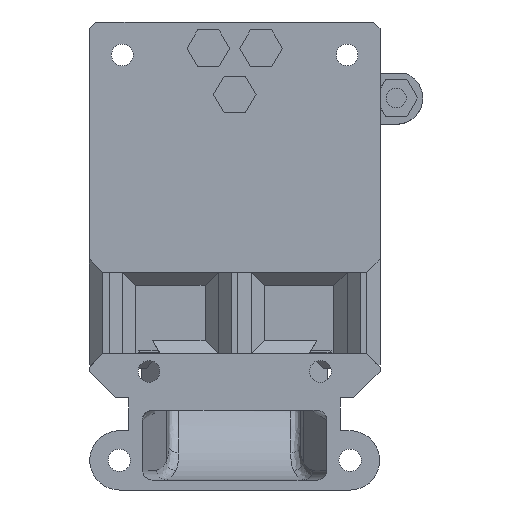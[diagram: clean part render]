
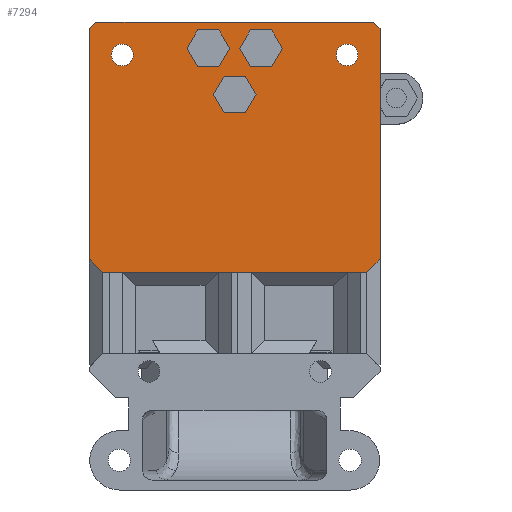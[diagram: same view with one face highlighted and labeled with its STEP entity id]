
A CAD part, front view. The second image highlights one B-rep face of the part: STEP entity #7294.
In plain terms, the highlighted planar face has unit normal (0, -1, 0).
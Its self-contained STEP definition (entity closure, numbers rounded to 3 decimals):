
#49=FACE_BOUND('',#1250,.T.);
#50=FACE_BOUND('',#1251,.T.);
#51=FACE_BOUND('',#1252,.T.);
#52=FACE_BOUND('',#1253,.T.);
#53=FACE_BOUND('',#1254,.T.);
#285=CIRCLE('',#7348,1.65);
#287=CIRCLE('',#7351,1.65);
#370=CIRCLE('',#7674,1.65);
#371=CIRCLE('',#7676,1.65);
#829=FACE_OUTER_BOUND('',#1249,.T.);
#1249=EDGE_LOOP('',(#6554,#6555,#6556,#6557,#6558,#6559,#6560,#6561));
#1250=EDGE_LOOP('',(#6562,#6563,#6564,#6565,#6566,#6567));
#1251=EDGE_LOOP('',(#6568,#6569));
#1252=EDGE_LOOP('',(#6570,#6571));
#1253=EDGE_LOOP('',(#6572,#6573,#6574,#6575,#6576,#6577));
#1254=EDGE_LOOP('',(#6578,#6579,#6580,#6581,#6582,#6583));
#1582=LINE('',#11299,#2361);
#1585=LINE('',#11304,#2364);
#1587=LINE('',#11308,#2366);
#1589=LINE('',#11312,#2368);
#1591=LINE('',#11316,#2370);
#1593=LINE('',#11319,#2372);
#1600=LINE('',#11336,#2379);
#1603=LINE('',#11341,#2382);
#1605=LINE('',#11345,#2384);
#1607=LINE('',#11349,#2386);
#1609=LINE('',#11353,#2388);
#1611=LINE('',#11356,#2390);
#1618=LINE('',#11373,#2397);
#1621=LINE('',#11378,#2400);
#1623=LINE('',#11382,#2402);
#1625=LINE('',#11386,#2404);
#1627=LINE('',#11390,#2406);
#1629=LINE('',#11393,#2408);
#1846=LINE('',#15272,#2625);
#1851=LINE('',#15281,#2630);
#1854=LINE('',#15286,#2633);
#1859=LINE('',#15295,#2638);
#2019=LINE('',#16368,#2798);
#2023=LINE('',#16375,#2802);
#2033=LINE('',#16393,#2812);
#2037=LINE('',#16401,#2816);
#2361=VECTOR('',#8345,1.);
#2364=VECTOR('',#8350,1.);
#2366=VECTOR('',#8354,1.);
#2368=VECTOR('',#8358,1.);
#2370=VECTOR('',#8362,1.);
#2372=VECTOR('',#8366,1.);
#2379=VECTOR('',#8377,1.);
#2382=VECTOR('',#8382,1.);
#2384=VECTOR('',#8386,1.);
#2386=VECTOR('',#8390,1.);
#2388=VECTOR('',#8394,1.);
#2390=VECTOR('',#8398,1.);
#2397=VECTOR('',#8409,1.);
#2400=VECTOR('',#8414,1.);
#2402=VECTOR('',#8418,1.);
#2404=VECTOR('',#8422,1.);
#2406=VECTOR('',#8426,1.);
#2408=VECTOR('',#8430,1.);
#2625=VECTOR('',#8977,1.);
#2630=VECTOR('',#8984,1.);
#2633=VECTOR('',#8989,1.);
#2638=VECTOR('',#8996,1.);
#2798=VECTOR('',#9356,10.);
#2802=VECTOR('',#9366,10.);
#2812=VECTOR('',#9380,1.);
#2816=VECTOR('',#9390,10.);
#2859=VERTEX_POINT('',#9505);
#2861=VERTEX_POINT('',#9508);
#2863=VERTEX_POINT('',#9514);
#2865=VERTEX_POINT('',#9517);
#3176=VERTEX_POINT('',#11297);
#3177=VERTEX_POINT('',#11298);
#3178=VERTEX_POINT('',#11303);
#3179=VERTEX_POINT('',#11307);
#3180=VERTEX_POINT('',#11311);
#3181=VERTEX_POINT('',#11315);
#3188=VERTEX_POINT('',#11334);
#3189=VERTEX_POINT('',#11335);
#3190=VERTEX_POINT('',#11340);
#3191=VERTEX_POINT('',#11344);
#3192=VERTEX_POINT('',#11348);
#3193=VERTEX_POINT('',#11352);
#3200=VERTEX_POINT('',#11371);
#3201=VERTEX_POINT('',#11372);
#3202=VERTEX_POINT('',#11377);
#3203=VERTEX_POINT('',#11381);
#3204=VERTEX_POINT('',#11385);
#3205=VERTEX_POINT('',#11389);
#3396=VERTEX_POINT('',#15268);
#3398=VERTEX_POINT('',#15271);
#3401=VERTEX_POINT('',#15280);
#3402=VERTEX_POINT('',#15285);
#3405=VERTEX_POINT('',#15294);
#3499=VERTEX_POINT('',#16365);
#3500=VERTEX_POINT('',#16367);
#3504=VERTEX_POINT('',#16384);
#3541=EDGE_CURVE('',#2861,#2859,#285,.T.);
#3545=EDGE_CURVE('',#2863,#2865,#287,.T.);
#3972=EDGE_CURVE('',#3176,#3177,#1582,.T.);
#3975=EDGE_CURVE('',#3178,#3176,#1585,.T.);
#3977=EDGE_CURVE('',#3179,#3178,#1587,.T.);
#3979=EDGE_CURVE('',#3180,#3179,#1589,.T.);
#3981=EDGE_CURVE('',#3181,#3180,#1591,.T.);
#3983=EDGE_CURVE('',#3177,#3181,#1593,.T.);
#3990=EDGE_CURVE('',#3188,#3189,#1600,.T.);
#3993=EDGE_CURVE('',#3189,#3190,#1603,.T.);
#3995=EDGE_CURVE('',#3190,#3191,#1605,.T.);
#3997=EDGE_CURVE('',#3191,#3192,#1607,.T.);
#3999=EDGE_CURVE('',#3192,#3193,#1609,.T.);
#4001=EDGE_CURVE('',#3193,#3188,#1611,.T.);
#4008=EDGE_CURVE('',#3200,#3201,#1618,.T.);
#4011=EDGE_CURVE('',#3202,#3200,#1621,.T.);
#4013=EDGE_CURVE('',#3203,#3202,#1623,.T.);
#4015=EDGE_CURVE('',#3204,#3203,#1625,.T.);
#4017=EDGE_CURVE('',#3205,#3204,#1627,.T.);
#4019=EDGE_CURVE('',#3201,#3205,#1629,.T.);
#4328=EDGE_CURVE('',#3398,#3396,#1846,.T.);
#4333=EDGE_CURVE('',#3398,#3401,#1851,.T.);
#4336=EDGE_CURVE('',#3401,#3402,#1854,.T.);
#4341=EDGE_CURVE('',#3405,#3402,#1859,.T.);
#4384=EDGE_CURVE('',#2859,#2861,#370,.T.);
#4385=EDGE_CURVE('',#2865,#2863,#371,.T.);
#4529=EDGE_CURVE('',#3500,#3499,#2019,.T.);
#4533=EDGE_CURVE('',#3500,#3396,#2023,.T.);
#4543=EDGE_CURVE('',#3405,#3504,#2033,.T.);
#4547=EDGE_CURVE('',#3504,#3499,#2037,.T.);
#6554=ORIENTED_EDGE('',*,*,#4547,.F.);
#6555=ORIENTED_EDGE('',*,*,#4543,.F.);
#6556=ORIENTED_EDGE('',*,*,#4341,.T.);
#6557=ORIENTED_EDGE('',*,*,#4336,.F.);
#6558=ORIENTED_EDGE('',*,*,#4333,.F.);
#6559=ORIENTED_EDGE('',*,*,#4328,.T.);
#6560=ORIENTED_EDGE('',*,*,#4533,.F.);
#6561=ORIENTED_EDGE('',*,*,#4529,.T.);
#6562=ORIENTED_EDGE('',*,*,#3999,.T.);
#6563=ORIENTED_EDGE('',*,*,#4001,.T.);
#6564=ORIENTED_EDGE('',*,*,#3990,.T.);
#6565=ORIENTED_EDGE('',*,*,#3993,.T.);
#6566=ORIENTED_EDGE('',*,*,#3995,.T.);
#6567=ORIENTED_EDGE('',*,*,#3997,.T.);
#6568=ORIENTED_EDGE('',*,*,#4385,.F.);
#6569=ORIENTED_EDGE('',*,*,#3545,.F.);
#6570=ORIENTED_EDGE('',*,*,#4384,.T.);
#6571=ORIENTED_EDGE('',*,*,#3541,.T.);
#6572=ORIENTED_EDGE('',*,*,#4019,.F.);
#6573=ORIENTED_EDGE('',*,*,#4008,.F.);
#6574=ORIENTED_EDGE('',*,*,#4011,.F.);
#6575=ORIENTED_EDGE('',*,*,#4013,.F.);
#6576=ORIENTED_EDGE('',*,*,#4015,.F.);
#6577=ORIENTED_EDGE('',*,*,#4017,.F.);
#6578=ORIENTED_EDGE('',*,*,#3983,.F.);
#6579=ORIENTED_EDGE('',*,*,#3972,.F.);
#6580=ORIENTED_EDGE('',*,*,#3975,.F.);
#6581=ORIENTED_EDGE('',*,*,#3977,.F.);
#6582=ORIENTED_EDGE('',*,*,#3979,.F.);
#6583=ORIENTED_EDGE('',*,*,#3981,.F.);
#6905=PLANE('',#7757);
#7294=ADVANCED_FACE('',(#829,#49,#50,#51,#52,#53),#6905,.T.);
#7348=AXIS2_PLACEMENT_3D('',#9509,#7830,#7831);
#7351=AXIS2_PLACEMENT_3D('',#9518,#7838,#7839);
#7674=AXIS2_PLACEMENT_3D('',#15380,#9080,#9081);
#7676=AXIS2_PLACEMENT_3D('',#15382,#9084,#9085);
#7757=AXIS2_PLACEMENT_3D('',#16400,#9388,#9389);
#7830=DIRECTION('center_axis',(0.,1.,0.));
#7831=DIRECTION('ref_axis',(0.,0.,-1.));
#7838=DIRECTION('center_axis',(0.,-1.,0.));
#7839=DIRECTION('ref_axis',(0.,0.,-1.));
#8345=DIRECTION('',(0.5,0.,0.866));
#8350=DIRECTION('',(1.,0.,0.));
#8354=DIRECTION('',(0.5,0.,-0.866));
#8358=DIRECTION('',(-0.5,0.,-0.866));
#8362=DIRECTION('',(-1.,0.,0.));
#8366=DIRECTION('',(-0.5,0.,0.866));
#8377=DIRECTION('',(-1.,0.,0.));
#8382=DIRECTION('',(-0.5,0.,0.866));
#8386=DIRECTION('',(0.5,0.,0.866));
#8390=DIRECTION('',(1.,0.,0.));
#8394=DIRECTION('',(0.5,0.,-0.866));
#8398=DIRECTION('',(-0.5,0.,-0.866));
#8409=DIRECTION('',(0.5,0.,0.866));
#8414=DIRECTION('',(1.,0.,0.));
#8418=DIRECTION('',(0.5,0.,-0.866));
#8422=DIRECTION('',(-0.5,0.,-0.866));
#8426=DIRECTION('',(-1.,0.,0.));
#8430=DIRECTION('',(-0.5,0.,0.866));
#8977=DIRECTION('',(0.,0.,-1.));
#8984=DIRECTION('',(0.707,0.,0.707));
#8989=DIRECTION('',(1.,0.,0.));
#8996=DIRECTION('',(-0.707,0.,0.707));
#9080=DIRECTION('center_axis',(0.,1.,0.));
#9081=DIRECTION('ref_axis',(0.,0.,-1.));
#9084=DIRECTION('center_axis',(0.,-1.,0.));
#9085=DIRECTION('ref_axis',(0.,0.,-1.));
#9356=DIRECTION('',(1.,0.,0.));
#9366=DIRECTION('',(-0.707,0.,0.707));
#9380=DIRECTION('',(0.,0.,-1.));
#9388=DIRECTION('center_axis',(0.,-1.,0.));
#9389=DIRECTION('ref_axis',(1.,0.,0.));
#9390=DIRECTION('',(-0.707,0.,-0.707));
#9505=CARTESIAN_POINT('',(17.05,35.,4.55));
#9508=CARTESIAN_POINT('',(17.05,35.,7.85));
#9509=CARTESIAN_POINT('Origin',(17.05,35.,6.2));
#9514=CARTESIAN_POINT('',(-17.05,35.,4.55));
#9517=CARTESIAN_POINT('',(-17.05,35.,7.85));
#9518=CARTESIAN_POINT('Origin',(-17.05,35.,6.2));
#11297=CARTESIAN_POINT('',(1.617,35.,-2.6));
#11298=CARTESIAN_POINT('',(3.233,35.,0.2));
#11299=CARTESIAN_POINT('',(2.425,35.,-1.2));
#11303=CARTESIAN_POINT('',(-1.617,35.,-2.6));
#11304=CARTESIAN_POINT('',(0.,35.,-2.6));
#11307=CARTESIAN_POINT('',(-3.233,35.,0.2));
#11308=CARTESIAN_POINT('',(-2.425,35.,-1.2));
#11311=CARTESIAN_POINT('',(-1.617,35.,3.));
#11312=CARTESIAN_POINT('',(-2.425,35.,1.6));
#11315=CARTESIAN_POINT('',(1.617,35.,3.));
#11316=CARTESIAN_POINT('',(0.,35.,3.));
#11319=CARTESIAN_POINT('',(2.425,35.,1.6));
#11334=CARTESIAN_POINT('',(5.617,35.,4.4));
#11335=CARTESIAN_POINT('',(2.383,35.,4.4));
#11336=CARTESIAN_POINT('',(4.,35.,4.4));
#11340=CARTESIAN_POINT('',(0.767,35.,7.2));
#11341=CARTESIAN_POINT('',(1.575,35.,5.8));
#11344=CARTESIAN_POINT('',(2.383,35.,10.));
#11345=CARTESIAN_POINT('',(1.575,35.,8.6));
#11348=CARTESIAN_POINT('',(5.617,35.,10.));
#11349=CARTESIAN_POINT('',(4.,35.,10.));
#11352=CARTESIAN_POINT('',(7.233,35.,7.2));
#11353=CARTESIAN_POINT('',(6.425,35.,8.6));
#11356=CARTESIAN_POINT('',(6.425,35.,5.8));
#11371=CARTESIAN_POINT('',(-2.383,35.,4.4));
#11372=CARTESIAN_POINT('',(-0.767,35.,7.2));
#11373=CARTESIAN_POINT('',(-1.575,35.,5.8));
#11377=CARTESIAN_POINT('',(-5.617,35.,4.4));
#11378=CARTESIAN_POINT('',(-4.,35.,4.4));
#11381=CARTESIAN_POINT('',(-7.233,35.,7.2));
#11382=CARTESIAN_POINT('',(-6.425,35.,5.8));
#11385=CARTESIAN_POINT('',(-5.617,35.,10.));
#11386=CARTESIAN_POINT('',(-6.425,35.,8.6));
#11389=CARTESIAN_POINT('',(-2.383,35.,10.));
#11390=CARTESIAN_POINT('',(-4.,35.,10.));
#11393=CARTESIAN_POINT('',(-1.575,35.,8.6));
#15268=CARTESIAN_POINT('',(-22.05,35.,-24.75));
#15271=CARTESIAN_POINT('',(-22.05,35.,10.2));
#15272=CARTESIAN_POINT('',(-22.05,35.,-15.8));
#15280=CARTESIAN_POINT('',(-21.05,35.,11.2));
#15281=CARTESIAN_POINT('',(-21.55,35.,10.7));
#15285=CARTESIAN_POINT('',(21.05,35.,11.2));
#15286=CARTESIAN_POINT('',(10.525,35.,11.2));
#15294=CARTESIAN_POINT('',(22.05,35.,10.2));
#15295=CARTESIAN_POINT('',(21.55,35.,10.7));
#15380=CARTESIAN_POINT('Origin',(17.05,35.,6.2));
#15382=CARTESIAN_POINT('Origin',(-17.05,35.,6.2));
#16365=CARTESIAN_POINT('',(20.05,35.,-26.75));
#16367=CARTESIAN_POINT('',(-20.05,35.,-26.75));
#16368=CARTESIAN_POINT('',(-11.025,35.,-26.75));
#16375=CARTESIAN_POINT('',(-15.892,35.,-30.908));
#16384=CARTESIAN_POINT('',(22.05,35.,-24.75));
#16393=CARTESIAN_POINT('',(22.05,35.,-15.8));
#16400=CARTESIAN_POINT('Origin',(0.,35.,-25.332));
#16401=CARTESIAN_POINT('',(15.892,35.,-30.908));
